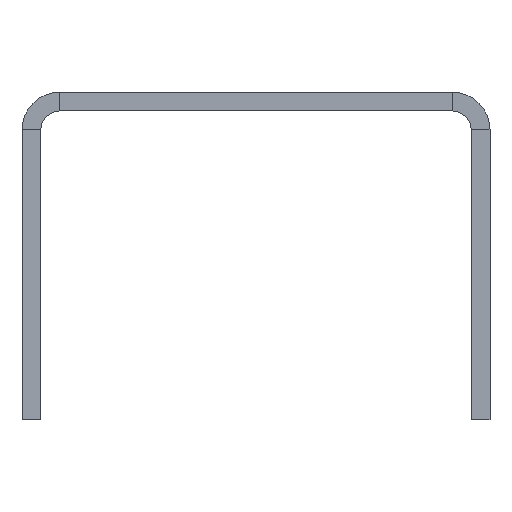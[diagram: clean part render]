
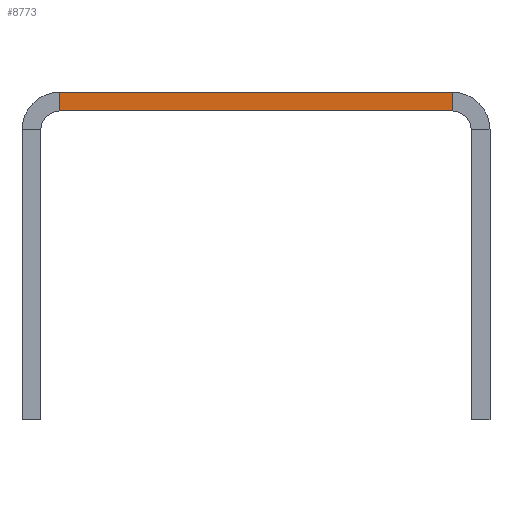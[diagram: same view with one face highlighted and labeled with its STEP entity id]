
A CAD part, front view. The second image highlights one B-rep face of the part: STEP entity #8773.
In plain terms, the highlighted planar face has unit normal (0, -1, 0).
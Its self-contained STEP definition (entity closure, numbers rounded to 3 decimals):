
#1303=DIRECTION('',(0.,0.,-1.));
#1304=VECTOR('',#1303,2.);
#1305=CARTESIAN_POINT('',(21.,-1000.,17.5));
#1306=LINE('',#1305,#1304);
#1307=DIRECTION('',(1.,0.,0.));
#1308=VECTOR('',#1307,42.);
#1309=CARTESIAN_POINT('',(-21.,-1000.,15.5));
#1310=LINE('',#1309,#1308);
#1311=DIRECTION('',(1.,0.,0.));
#1312=VECTOR('',#1311,42.);
#1313=CARTESIAN_POINT('',(-21.,-1000.,17.5));
#1314=LINE('',#1313,#1312);
#2045=DIRECTION('',(0.,0.,-1.));
#2046=VECTOR('',#2045,2.);
#2047=CARTESIAN_POINT('',(-21.,-1000.,17.5));
#2048=LINE('',#2047,#2046);
#5962=CARTESIAN_POINT('',(21.,-1000.,17.5));
#5964=VERTEX_POINT('',#5962);
#5974=CARTESIAN_POINT('',(-21.,-1000.,17.5));
#5976=VERTEX_POINT('',#5974);
#5978=CARTESIAN_POINT('',(21.,-1000.,15.5));
#5980=VERTEX_POINT('',#5978);
#5990=CARTESIAN_POINT('',(-21.,-1000.,15.5));
#5992=VERTEX_POINT('',#5990);
#8759=CARTESIAN_POINT('',(0.,-1000.,16.5));
#8760=DIRECTION('',(0.,-1.,0.));
#8761=DIRECTION('',(1.,0.,0.));
#8762=AXIS2_PLACEMENT_3D('',#8759,#8760,#8761);
#8763=PLANE('',#8762);
#8765=ORIENTED_EDGE('',*,*,#8764,.T.);
#8767=ORIENTED_EDGE('',*,*,#8766,.F.);
#8769=ORIENTED_EDGE('',*,*,#8768,.F.);
#8770=ORIENTED_EDGE('',*,*,#8350,.T.);
#8771=EDGE_LOOP('',(#8765,#8767,#8769,#8770));
#8772=FACE_OUTER_BOUND('',#8771,.F.);
#8773=ADVANCED_FACE('',(#8772),#8763,.T.);
#8350=EDGE_CURVE('',#5976,#5964,#1314,.T.);
#8764=EDGE_CURVE('',#5964,#5980,#1306,.T.);
#8766=EDGE_CURVE('',#5992,#5980,#1310,.T.);
#8768=EDGE_CURVE('',#5976,#5992,#2048,.T.);
